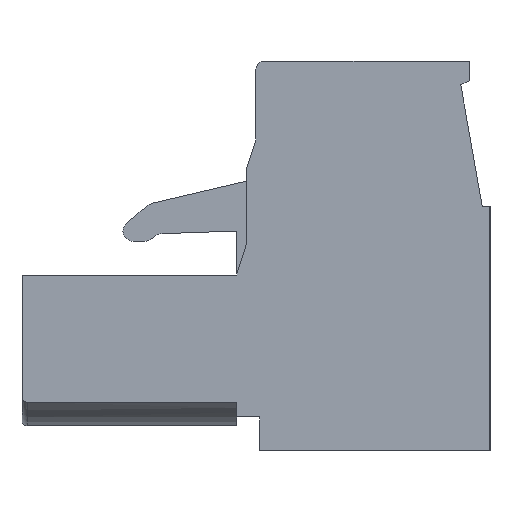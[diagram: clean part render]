
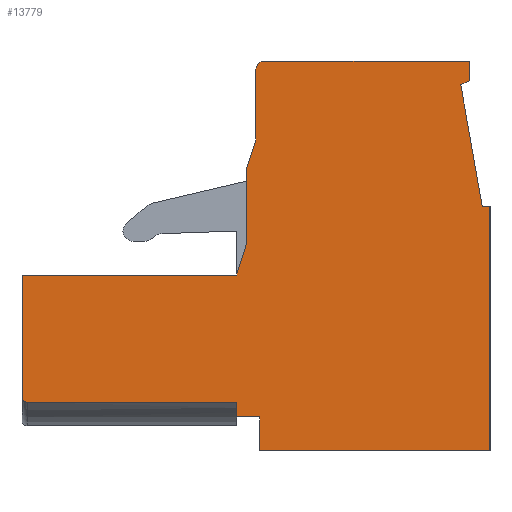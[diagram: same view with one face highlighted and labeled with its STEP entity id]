
A CAD part, left-side view. The second image highlights one B-rep face of the part: STEP entity #13779.
In plain terms, the highlighted planar face has unit normal (-1, 0, 0).
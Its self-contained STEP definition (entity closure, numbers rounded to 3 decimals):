
#16=DIRECTION('',(0.,1.,0.));
#17=VECTOR('',#16,8.9);
#18=CARTESIAN_POINT('',(0.,0.,-3.9));
#19=LINE('',#18,#17);
#20=DIRECTION('',(0.,0.,1.));
#21=VECTOR('',#20,1.3);
#22=CARTESIAN_POINT('',(0.,8.9,-3.9));
#23=LINE('',#22,#21);
#24=DIRECTION('',(0.,1.,0.));
#25=VECTOR('',#24,0.9);
#26=CARTESIAN_POINT('',(0.,8.9,-2.6));
#27=LINE('',#26,#25);
#28=DIRECTION('',(0.,0.,1.));
#29=VECTOR('',#28,0.57);
#30=CARTESIAN_POINT('',(0.,9.8,-2.6));
#31=LINE('',#30,#29);
#32=DIRECTION('',(0.,1.,0.));
#33=VECTOR('',#32,8.1);
#34=CARTESIAN_POINT('',(0.,9.8,-2.03));
#35=LINE('',#34,#33);
#36=CARTESIAN_POINT('',(0.,17.9,-1.83));
#37=DIRECTION('',(-1.,0.,0.));
#38=DIRECTION('',(0.,1.,0.));
#39=AXIS2_PLACEMENT_3D('',#36,#37,#38);
#41=DIRECTION('',(0.,0.,1.));
#42=VECTOR('',#41,4.72);
#43=CARTESIAN_POINT('',(0.,18.1,-1.83));
#44=LINE('',#43,#42);
#45=DIRECTION('',(0.,-1.,0.));
#46=VECTOR('',#45,8.3);
#47=CARTESIAN_POINT('',(0.,18.1,2.89));
#48=LINE('',#47,#46);
#49=DIRECTION('',(0.,-0.303,0.953));
#50=VECTOR('',#49,1.322);
#51=CARTESIAN_POINT('',(0.,9.8,2.89));
#52=LINE('',#51,#50);
#53=DIRECTION('',(0.,0.,1.));
#54=VECTOR('',#53,2.9);
#55=CARTESIAN_POINT('',(0.,9.4,4.15));
#56=LINE('',#55,#54);
#57=DIRECTION('',(0.,-0.303,0.953));
#58=VECTOR('',#57,1.154);
#59=CARTESIAN_POINT('',(0.,9.4,7.05));
#60=LINE('',#59,#58);
#61=DIRECTION('',(0.,0.,1.));
#62=VECTOR('',#61,2.7);
#63=CARTESIAN_POINT('',(0.,9.05,8.15));
#64=LINE('',#63,#62);
#65=CARTESIAN_POINT('',(0.,8.75,10.85));
#66=DIRECTION('',(-1.,0.,0.));
#67=DIRECTION('',(0.,0.,1.));
#68=AXIS2_PLACEMENT_3D('',#65,#66,#67);
#70=DIRECTION('',(0.,-1.,0.));
#71=VECTOR('',#70,7.95);
#72=CARTESIAN_POINT('',(0.,8.75,11.15));
#73=LINE('',#72,#71);
#74=DIRECTION('',(0.,0.,-1.));
#75=VECTOR('',#74,0.75);
#76=CARTESIAN_POINT('',(0.,0.8,11.15));
#77=LINE('',#76,#75);
#78=DIRECTION('',(0.,0.9,-0.436));
#79=VECTOR('',#78,0.367);
#80=CARTESIAN_POINT('',(0.,0.8,10.4));
#81=LINE('',#80,#79);
#82=DIRECTION('',(0.,-0.174,-0.985));
#83=VECTOR('',#82,4.763);
#84=CARTESIAN_POINT('',(0.,1.13,10.24));
#85=LINE('',#84,#83);
#86=DIRECTION('',(0.,-1.,0.));
#87=VECTOR('',#86,0.3);
#88=CARTESIAN_POINT('',(0.,0.3,5.55));
#89=LINE('',#88,#87);
#90=DIRECTION('',(0.,0.,-1.));
#91=VECTOR('',#90,9.45);
#92=CARTESIAN_POINT('',(0.,0.,5.55));
#93=LINE('',#92,#91);
#11046=CARTESIAN_POINT('',(0.,0.,-3.9));
#11047=CARTESIAN_POINT('',(0.,8.9,-3.9));
#11048=VERTEX_POINT('',#11046);
#11049=VERTEX_POINT('',#11047);
#11050=CARTESIAN_POINT('',(0.,18.1,-1.83));
#11051=CARTESIAN_POINT('',(0.,18.1,2.89));
#11052=VERTEX_POINT('',#11050);
#11053=VERTEX_POINT('',#11051);
#11054=CARTESIAN_POINT('',(0.,8.75,11.15));
#11055=CARTESIAN_POINT('',(0.,0.8,11.15));
#11056=VERTEX_POINT('',#11054);
#11057=VERTEX_POINT('',#11055);
#11058=CARTESIAN_POINT('',(0.,0.,5.55));
#11059=VERTEX_POINT('',#11058);
#11060=CARTESIAN_POINT('',(0.,8.9,-2.6));
#11061=CARTESIAN_POINT('',(0.,9.8,-2.6));
#11062=VERTEX_POINT('',#11060);
#11063=VERTEX_POINT('',#11061);
#11064=CARTESIAN_POINT('',(0.,0.8,10.4));
#11065=VERTEX_POINT('',#11064);
#11066=CARTESIAN_POINT('',(0.,1.13,10.24));
#11067=VERTEX_POINT('',#11066);
#11068=CARTESIAN_POINT('',(0.,0.3,5.55));
#11069=VERTEX_POINT('',#11068);
#11070=CARTESIAN_POINT('',(0.,9.8,2.89));
#11071=VERTEX_POINT('',#11070);
#11072=CARTESIAN_POINT('',(0.,9.4,4.15));
#11073=VERTEX_POINT('',#11072);
#11074=CARTESIAN_POINT('',(0.,9.4,7.05));
#11075=VERTEX_POINT('',#11074);
#11076=CARTESIAN_POINT('',(0.,9.05,8.15));
#11077=VERTEX_POINT('',#11076);
#11078=CARTESIAN_POINT('',(0.,9.05,10.85));
#11079=VERTEX_POINT('',#11078);
#11080=CARTESIAN_POINT('',(0.,9.8,-2.03));
#11081=VERTEX_POINT('',#11080);
#11082=CARTESIAN_POINT('',(0.,17.9,-2.03));
#11083=VERTEX_POINT('',#11082);
#13734=CARTESIAN_POINT('',(0.,20.62,-17.25));
#13735=DIRECTION('',(-1.,0.,0.));
#13736=DIRECTION('',(0.,-1.,0.));
#13737=AXIS2_PLACEMENT_3D('',#13734,#13735,#13736);
#13738=PLANE('',#13737);
#13740=ORIENTED_EDGE('',*,*,#13739,.T.);
#13742=ORIENTED_EDGE('',*,*,#13741,.T.);
#13744=ORIENTED_EDGE('',*,*,#13743,.T.);
#13746=ORIENTED_EDGE('',*,*,#13745,.T.);
#13748=ORIENTED_EDGE('',*,*,#13747,.T.);
#13750=ORIENTED_EDGE('',*,*,#13749,.F.);
#13752=ORIENTED_EDGE('',*,*,#13751,.T.);
#13754=ORIENTED_EDGE('',*,*,#13753,.T.);
#13756=ORIENTED_EDGE('',*,*,#13755,.T.);
#13758=ORIENTED_EDGE('',*,*,#13757,.T.);
#13760=ORIENTED_EDGE('',*,*,#13759,.T.);
#13762=ORIENTED_EDGE('',*,*,#13761,.T.);
#13764=ORIENTED_EDGE('',*,*,#13763,.F.);
#13766=ORIENTED_EDGE('',*,*,#13765,.T.);
#13768=ORIENTED_EDGE('',*,*,#13767,.T.);
#13770=ORIENTED_EDGE('',*,*,#13769,.T.);
#13772=ORIENTED_EDGE('',*,*,#13771,.T.);
#13774=ORIENTED_EDGE('',*,*,#13773,.T.);
#13776=ORIENTED_EDGE('',*,*,#13775,.T.);
#13777=EDGE_LOOP('',(#13740,#13742,#13744,#13746,#13748,#13750,#13752,#13754,
#13756,#13758,#13760,#13762,#13764,#13766,#13768,#13770,#13772,#13774,#13776));
#13778=FACE_OUTER_BOUND('',#13777,.F.);
#13779=ADVANCED_FACE('',(#13778),#13738,.T.);
#40=CIRCLE('',#39,0.2);
#69=CIRCLE('',#68,0.3);
#13739=EDGE_CURVE('',#11048,#11049,#19,.T.);
#13741=EDGE_CURVE('',#11049,#11062,#23,.T.);
#13743=EDGE_CURVE('',#11062,#11063,#27,.T.);
#13745=EDGE_CURVE('',#11063,#11081,#31,.T.);
#13747=EDGE_CURVE('',#11081,#11083,#35,.T.);
#13749=EDGE_CURVE('',#11052,#11083,#40,.T.);
#13751=EDGE_CURVE('',#11052,#11053,#44,.T.);
#13753=EDGE_CURVE('',#11053,#11071,#48,.T.);
#13755=EDGE_CURVE('',#11071,#11073,#52,.T.);
#13757=EDGE_CURVE('',#11073,#11075,#56,.T.);
#13759=EDGE_CURVE('',#11075,#11077,#60,.T.);
#13761=EDGE_CURVE('',#11077,#11079,#64,.T.);
#13763=EDGE_CURVE('',#11056,#11079,#69,.T.);
#13765=EDGE_CURVE('',#11056,#11057,#73,.T.);
#13767=EDGE_CURVE('',#11057,#11065,#77,.T.);
#13769=EDGE_CURVE('',#11065,#11067,#81,.T.);
#13771=EDGE_CURVE('',#11067,#11069,#85,.T.);
#13773=EDGE_CURVE('',#11069,#11059,#89,.T.);
#13775=EDGE_CURVE('',#11059,#11048,#93,.T.);
